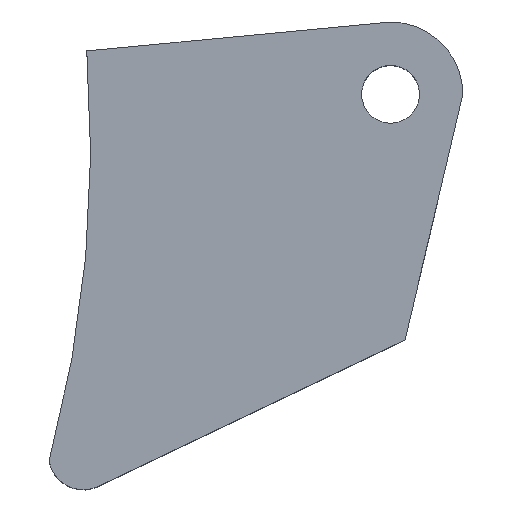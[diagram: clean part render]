
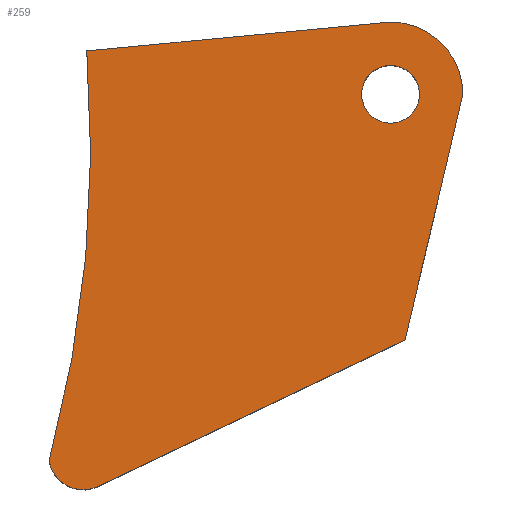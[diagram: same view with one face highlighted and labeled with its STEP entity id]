
A CAD part, top view. The second image highlights one B-rep face of the part: STEP entity #259.
In plain terms, the highlighted planar face has unit normal (0, 0, 1).
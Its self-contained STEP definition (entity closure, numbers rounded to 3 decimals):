
#24 = VERTEX_POINT('',#25);
#25 = CARTESIAN_POINT('',(-20.,5.,7.));
#31 = EDGE_CURVE('',#24,#32,#34,.T.);
#32 = VERTEX_POINT('',#33);
#33 = CARTESIAN_POINT('',(-17.5,2.5,7.));
#34 = CIRCLE('',#35,2.5);
#35 = AXIS2_PLACEMENT_3D('',#36,#37,#38);
#36 = CARTESIAN_POINT('',(-20.,2.5,7.));
#37 = DIRECTION('',(0.,0.,-1.));
#38 = DIRECTION('',(0.,1.,0.));
#64 = EDGE_CURVE('',#32,#65,#67,.T.);
#65 = VERTEX_POINT('',#66);
#66 = CARTESIAN_POINT('',(-19.5,-6.,7.));
#67 = LINE('',#68,#69);
#68 = CARTESIAN_POINT('',(-17.5,2.5,7.));
#69 = VECTOR('',#70,1.);
#70 = DIRECTION('',(-0.229,-0.973,0.));
#95 = EDGE_CURVE('',#65,#96,#98,.T.);
#96 = VERTEX_POINT('',#97);
#97 = CARTESIAN_POINT('',(-30.,-11.,7.));
#98 = LINE('',#99,#100);
#99 = CARTESIAN_POINT('',(-19.5,-6.,7.));
#100 = VECTOR('',#101,1.);
#101 = DIRECTION('',(-0.903,-0.43,0.));
#126 = EDGE_CURVE('',#96,#127,#129,.T.);
#127 = VERTEX_POINT('',#128);
#128 = CARTESIAN_POINT('',(-31.8,-10.16,7.));
#129 = CIRCLE('',#130,1.2);
#130 = AXIS2_PLACEMENT_3D('',#131,#132,#133);
#131 = CARTESIAN_POINT('',(-30.615,-9.97,7.));
#132 = DIRECTION('',(0.,0.,-1.));
#133 = DIRECTION('',(0.513,-0.859,0.));
#159 = EDGE_CURVE('',#127,#160,#162,.T.);
#160 = VERTEX_POINT('',#161);
#161 = CARTESIAN_POINT('',(-30.5,4.,7.));
#162 = CIRCLE('',#163,41.5);
#163 = AXIS2_PLACEMENT_3D('',#164,#165,#166);
#164 = CARTESIAN_POINT('',(-71.865,0.658,7.));
#165 = DIRECTION('',(0.,0.,1.));
#166 = DIRECTION('',(0.965,-0.261,0.));
#192 = EDGE_CURVE('',#160,#24,#193,.T.);
#193 = LINE('',#194,#195);
#194 = CARTESIAN_POINT('',(-30.5,4.,7.));
#195 = VECTOR('',#196,1.);
#196 = DIRECTION('',(0.995,0.095,0.));
#216 = VERTEX_POINT('',#217);
#217 = CARTESIAN_POINT('',(-19.,2.5,7.));
#223 = EDGE_CURVE('',#216,#216,#224,.T.);
#224 = CIRCLE('',#225,1.);
#225 = AXIS2_PLACEMENT_3D('',#226,#227,#228);
#226 = CARTESIAN_POINT('',(-20.,2.5,7.));
#227 = DIRECTION('',(0.,0.,1.));
#228 = DIRECTION('',(1.,0.,0.));
#259 = ADVANCED_FACE('',(#260,#268),#271,.F.);
#260 = FACE_BOUND('',#261,.F.);
#261 = EDGE_LOOP('',(#262,#263,#264,#265,#266,#267));
#262 = ORIENTED_EDGE('',*,*,#31,.T.);
#263 = ORIENTED_EDGE('',*,*,#64,.T.);
#264 = ORIENTED_EDGE('',*,*,#95,.T.);
#265 = ORIENTED_EDGE('',*,*,#126,.T.);
#266 = ORIENTED_EDGE('',*,*,#159,.T.);
#267 = ORIENTED_EDGE('',*,*,#192,.T.);
#268 = FACE_BOUND('',#269,.F.);
#269 = EDGE_LOOP('',(#270));
#270 = ORIENTED_EDGE('',*,*,#223,.T.);
#271 = PLANE('',#272);
#272 = AXIS2_PLACEMENT_3D('',#273,#274,#275);
#273 = CARTESIAN_POINT('',(-25.274,-2.343,7.));
#274 = DIRECTION('',(0.,0.,-1.));
#275 = DIRECTION('',(-1.,0.,0.));
